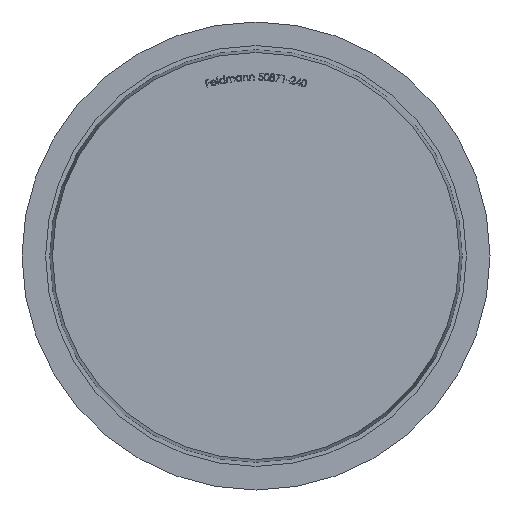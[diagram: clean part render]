
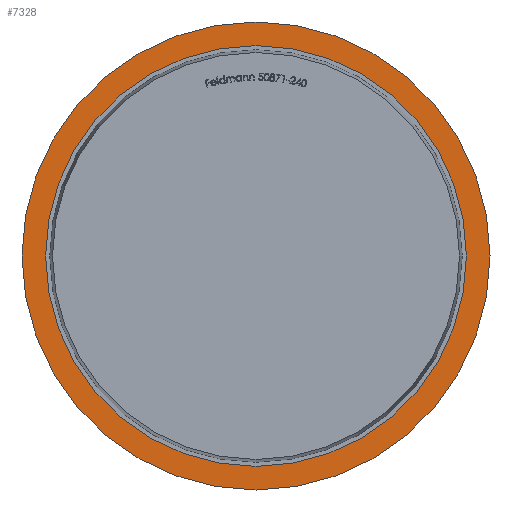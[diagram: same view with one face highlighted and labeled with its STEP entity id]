
A CAD part, front view. The second image highlights one B-rep face of the part: STEP entity #7328.
In plain terms, the highlighted planar face has unit normal (0, -1, 0).
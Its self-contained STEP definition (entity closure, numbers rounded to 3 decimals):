
#193 = DIRECTION ( 'NONE',  ( 0., 1., 0. ) ) ;
#461 = CARTESIAN_POINT ( 'NONE',  ( 0., 4.5, 0. ) ) ;
#548 = CARTESIAN_POINT ( 'NONE',  ( 0., 4.5, 0. ) ) ;
#1517 = CIRCLE ( 'NONE', #5043, 16.85 ) ;
#1561 = DIRECTION ( 'NONE',  ( 0., 1., 0. ) ) ;
#1756 = DIRECTION ( 'NONE',  ( 0., 0., 1. ) ) ;
#2023 = CARTESIAN_POINT ( 'NONE',  ( 0., 4.5, -16.85 ) ) ;
#2496 = VERTEX_POINT ( 'NONE', #6164 ) ;
#2699 = CARTESIAN_POINT ( 'NONE',  ( 0., 4.5, 0. ) ) ;
#2929 = AXIS2_PLACEMENT_3D ( 'NONE', #2699, #12317, #1756 ) ;
#2940 = EDGE_CURVE ( 'NONE', #9736, #2496, #4077, .T. ) ;
#3248 = DIRECTION ( 'NONE',  ( 0., 0., 1. ) ) ;
#3374 = VERTEX_POINT ( 'NONE', #6896 ) ;
#3491 = DIRECTION ( 'NONE',  ( 0., 0., 1. ) ) ;
#4077 = CIRCLE ( 'NONE', #8623, 14.85 ) ;
#4516 = CIRCLE ( 'NONE', #2929, 14.85 ) ;
#5043 = AXIS2_PLACEMENT_3D ( 'NONE', #548, #1561, #3491 ) ;
#5064 = ORIENTED_EDGE ( 'NONE', *, *, #6204, .T. ) ;
#5103 = CARTESIAN_POINT ( 'NONE',  ( 0., 4.5, -14.85 ) ) ;
#5116 = FACE_BOUND ( 'NONE', #5301, .T. ) ;
#5264 = FACE_OUTER_BOUND ( 'NONE', #8127, .T. ) ;
#5301 = EDGE_LOOP ( 'NONE', ( #12235, #5064 ) ) ;
#5305 = DIRECTION ( 'NONE',  ( 0., 0., 1. ) ) ;
#5449 = AXIS2_PLACEMENT_3D ( 'NONE', #7296, #12114, #11261 ) ;
#6164 = CARTESIAN_POINT ( 'NONE',  ( 0., 4.5, 14.85 ) ) ;
#6187 = AXIS2_PLACEMENT_3D ( 'NONE', #461, #8152, #5305 ) ;
#6204 = EDGE_CURVE ( 'NONE', #2496, #9736, #4516, .T. ) ;
#6896 = CARTESIAN_POINT ( 'NONE',  ( 0., 4.5, 16.85 ) ) ;
#7097 = CARTESIAN_POINT ( 'NONE',  ( 0., 4.5, 0. ) ) ;
#7296 = CARTESIAN_POINT ( 'NONE',  ( 0., 4.5, 0. ) ) ;
#7328 = ADVANCED_FACE ( 'NONE', ( #5116, #5264 ), #9294, .T. ) ;
#7719 = ORIENTED_EDGE ( 'NONE', *, *, #8194, .F. ) ;
#7834 = VERTEX_POINT ( 'NONE', #2023 ) ;
#8127 = EDGE_LOOP ( 'NONE', ( #7719, #9167 ) ) ;
#8152 = DIRECTION ( 'NONE',  ( 0., 1., 0. ) ) ;
#8194 = EDGE_CURVE ( 'NONE', #3374, #7834, #1517, .T. ) ;
#8623 = AXIS2_PLACEMENT_3D ( 'NONE', #7097, #193, #3248 ) ;
#9167 = ORIENTED_EDGE ( 'NONE', *, *, #10968, .F. ) ;
#9294 = PLANE ( 'NONE',  #5449 ) ;
#9736 = VERTEX_POINT ( 'NONE', #5103 ) ;
#10968 = EDGE_CURVE ( 'NONE', #7834, #3374, #12264, .T. ) ;
#11261 = DIRECTION ( 'NONE',  ( 0., 0., -1. ) ) ;
#12114 = DIRECTION ( 'NONE',  ( 0., -1., 0. ) ) ;
#12235 = ORIENTED_EDGE ( 'NONE', *, *, #2940, .T. ) ;
#12264 = CIRCLE ( 'NONE', #6187, 16.85 ) ;
#12317 = DIRECTION ( 'NONE',  ( 0., 1., 0. ) ) ;
